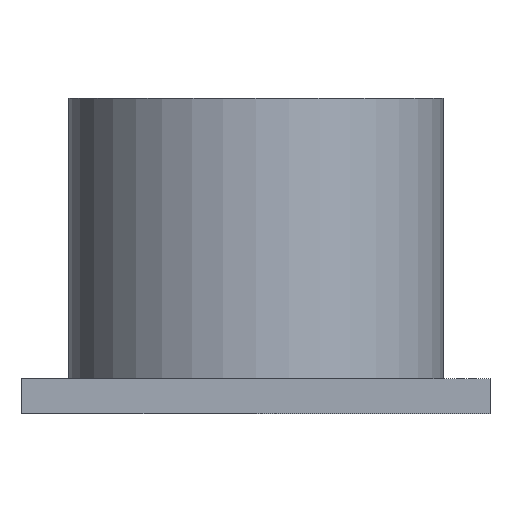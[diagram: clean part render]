
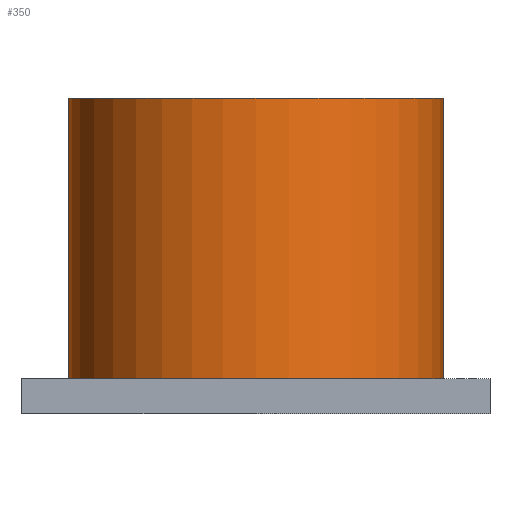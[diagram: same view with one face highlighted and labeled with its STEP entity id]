
A CAD part, left-side view. The second image highlights one B-rep face of the part: STEP entity #350.
In plain terms, the highlighted cylindrical face has radius 8 mm (diameter 16 mm), a full revolution.
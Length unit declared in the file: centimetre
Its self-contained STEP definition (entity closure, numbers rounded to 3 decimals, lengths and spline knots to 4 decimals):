
#151=VERTEX_POINT('',#496);
#161=VERTEX_POINT('',#520);
#175=CIRCLE('',#378,0.8);
#177=CIRCLE('',#384,0.8);
#191=EDGE_CURVE('',#151,#151,#175,.T.);
#201=EDGE_CURVE('',#161,#161,#177,.T.);
#242=ORIENTED_EDGE('',*,*,#201,.T.);
#243=ORIENTED_EDGE('',*,*,#191,.F.);
#292=EDGE_LOOP('',(#242));
#293=EDGE_LOOP('',(#243));
#330=FACE_BOUND('',#292,.T.);
#331=FACE_BOUND('',#293,.T.);
#350=ADVANCED_FACE('',(#330,#331),#537,.T.);
#378=AXIS2_PLACEMENT_3D('',#495,#431,#432);
#383=AXIS2_PLACEMENT_3D('',#518,#447,#448);
#384=AXIS2_PLACEMENT_3D('',#519,#449,#450);
#431=DIRECTION('',(0.,0.,-1.));
#432=DIRECTION('',(0.8,0.,0.));
#447=DIRECTION('',(0.,0.,1.));
#448=DIRECTION('',(0.8,0.,0.));
#449=DIRECTION('',(0.,0.,-1.));
#450=DIRECTION('',(0.8,0.,0.));
#495=CARTESIAN_POINT('',(-1.25,0.,0.15));
#496=CARTESIAN_POINT('',(-0.45,0.,0.15));
#518=CARTESIAN_POINT('',(-1.25,0.,0.15));
#519=CARTESIAN_POINT('',(-1.25,0.,1.35));
#520=CARTESIAN_POINT('',(-0.45,0.,1.35));
#537=CYLINDRICAL_SURFACE('',#383,0.8);
